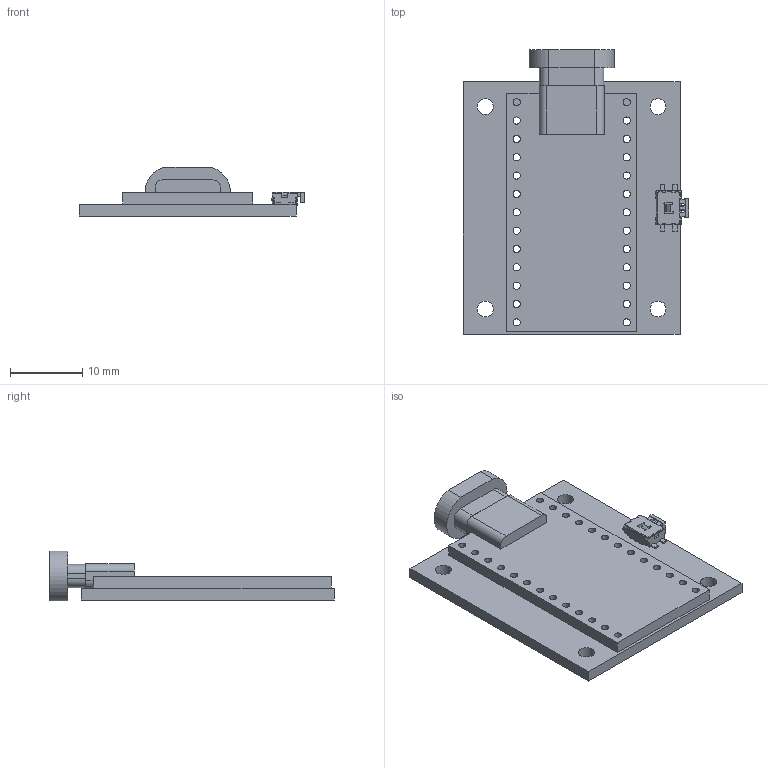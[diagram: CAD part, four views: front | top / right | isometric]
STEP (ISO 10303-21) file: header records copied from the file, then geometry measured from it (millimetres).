
FILE_DESCRIPTION(/* description */ ('STEP AP242','CAx-IF Rec.Pracs.---Representation and Presentation of Product Manufacturing Information (PMI)---4.0---2014-10-13','CAx-IF Rec.Pracs.---3D Tessellated Geometry---0.4---2014-09-14','2;1'),/* implementation_level */ '2;1');
FILE_NAME(/* name */ '672fc2653f621c222bceb7de',/* time_stamp */ '2024-11-09T20:13:26Z',/* author */ (''),/* organization */ (''),/* preprocessor_version */ 'ST-DEVELOPER v20',/* originating_system */ 'ONSHAPE BY PTC INC, 1.189',/* authorisation */ ' ');
FILE_SCHEMA (('AP242_MANAGED_MODEL_BASED_3D_ENGINEERING_MIM_LF { 1 0 10303 442 1 1 4 }'));
Length unit declared in the file: metre
Products named in the file (4): EVQPUC02K; supermini-nrf52840; _autosave-dongle_PCB; magnetic_usb
Bounding box: 31.2 x 39.4 x 6.9 mm (x, y, z)
Volume: 2954.5 mm3; surface area: 4302.5 mm2
Topology: 4 solids, 4 shells, 364 faces, 1054 edges, 697 vertices
Faces by surface type: plane 264, cylinder 98, cone 2
Full cylindrical faces by diameter (mm): 0.65 x2, 0.75 x1, 1 x26, 1.092 x24, 2.2 x4
Entity records: 11928 total; most frequent: CARTESIAN_POINT 2071, ORIENTED_EDGE 1986, DIRECTION 1922, EDGE_CURVE 993, LINE 790, VECTOR 790, VERTEX_POINT 695, AXIS2_PLACEMENT_3D 566
